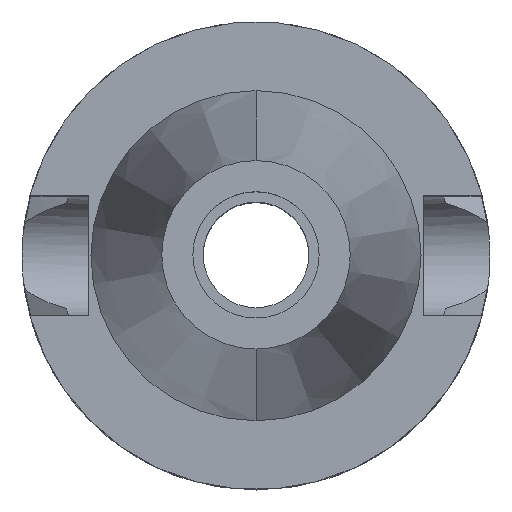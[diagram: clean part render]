
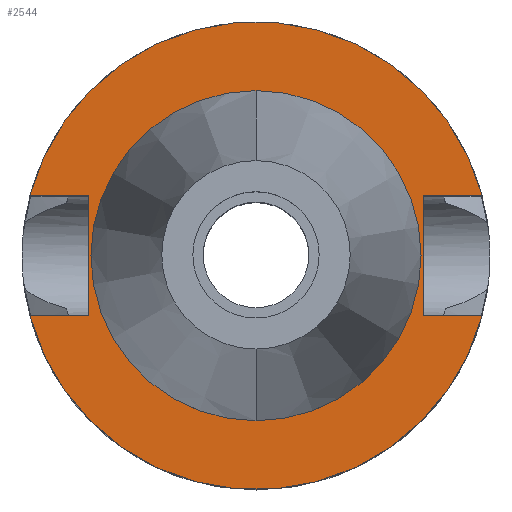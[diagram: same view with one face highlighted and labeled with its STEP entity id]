
A CAD part, top view. The second image highlights one B-rep face of the part: STEP entity #2544.
In plain terms, the highlighted planar face has unit normal (0, 0, 1).
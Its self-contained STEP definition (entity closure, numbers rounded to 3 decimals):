
#5 = AXIS2_PLACEMENT_3D ( 'NONE', #2976, #677, #1640 ) ;
#56 = CIRCLE ( 'NONE', #5, 22.225 ) ;
#70 = VERTEX_POINT ( 'NONE', #954 ) ;
#93 = CARTESIAN_POINT ( 'NONE',  ( -22.5, -8.05, -1. ) ) ;
#115 = EDGE_LOOP ( 'NONE', ( #780, #288, #2231, #605, #2262, #1917, #1652, #1797 ) ) ;
#139 = FACE_OUTER_BOUND ( 'NONE', #115, .T. ) ;
#197 = DIRECTION ( 'NONE',  ( 1., 0., 0. ) ) ;
#227 = DIRECTION ( 'NONE',  ( 0., -1., 0. ) ) ;
#266 = CARTESIAN_POINT ( 'NONE',  ( 0., 0., -1. ) ) ;
#288 = ORIENTED_EDGE ( 'NONE', *, *, #808, .F. ) ;
#333 = AXIS2_PLACEMENT_3D ( 'NONE', #2304, #1800, #1319 ) ;
#347 = CARTESIAN_POINT ( 'NONE',  ( -22.5, -8.05, -1. ) ) ;
#362 = EDGE_CURVE ( 'NONE', #2814, #1681, #2202, .T. ) ;
#370 = LINE ( 'NONE', #1241, #797 ) ;
#384 = DIRECTION ( 'NONE',  ( 0., -1., 0. ) ) ;
#403 = CARTESIAN_POINT ( 'NONE',  ( -22.5, 8.05, -1. ) ) ;
#472 = EDGE_LOOP ( 'NONE', ( #1394, #2344 ) ) ;
#531 = EDGE_CURVE ( 'NONE', #2748, #1406, #1898, .T. ) ;
#533 = DIRECTION ( 'NONE',  ( 1., 0., 0. ) ) ;
#571 = EDGE_CURVE ( 'NONE', #2141, #70, #2056, .T. ) ;
#581 = CARTESIAN_POINT ( 'NONE',  ( 22.5, 8.05, -1. ) ) ;
#605 = ORIENTED_EDGE ( 'NONE', *, *, #2876, .F. ) ;
#677 = DIRECTION ( 'NONE',  ( 0., 0., 1. ) ) ;
#729 = AXIS2_PLACEMENT_3D ( 'NONE', #266, #1423, #2377 ) ;
#780 = ORIENTED_EDGE ( 'NONE', *, *, #2771, .F. ) ;
#794 = CARTESIAN_POINT ( 'NONE',  ( 22.5, -8.05, -1. ) ) ;
#797 = VECTOR ( 'NONE', #533, 1000. ) ;
#808 = EDGE_CURVE ( 'NONE', #1681, #2852, #2786, .T. ) ;
#881 = CARTESIAN_POINT ( 'NONE',  ( 22.5, 8.05, -1. ) ) ;
#891 = LINE ( 'NONE', #2553, #2520 ) ;
#948 = VECTOR ( 'NONE', #384, 1000. ) ;
#954 = CARTESIAN_POINT ( 'NONE',  ( 0., 22.225, -1. ) ) ;
#1014 = DIRECTION ( 'NONE',  ( 1., 0., 0. ) ) ;
#1048 = FACE_BOUND ( 'NONE', #472, .T. ) ;
#1114 = CARTESIAN_POINT ( 'NONE',  ( -30.454, -8.05, -1. ) ) ;
#1159 = EDGE_CURVE ( 'NONE', #2994, #2168, #2190, .T. ) ;
#1241 = CARTESIAN_POINT ( 'NONE',  ( -30.454, 8.05, -1. ) ) ;
#1319 = DIRECTION ( 'NONE',  ( 0., 1., 0. ) ) ;
#1388 = CARTESIAN_POINT ( 'NONE',  ( 0., -22.225, -1. ) ) ;
#1394 = ORIENTED_EDGE ( 'NONE', *, *, #1613, .F. ) ;
#1406 = VERTEX_POINT ( 'NONE', #1535 ) ;
#1410 = DIRECTION ( 'NONE',  ( 1., 0., 0. ) ) ;
#1423 = DIRECTION ( 'NONE',  ( 0., 0., 1. ) ) ;
#1464 = AXIS2_PLACEMENT_3D ( 'NONE', #1845, #2809, #227 ) ;
#1514 = VERTEX_POINT ( 'NONE', #581 ) ;
#1523 = DIRECTION ( 'NONE',  ( 0., 0., -1. ) ) ;
#1535 = CARTESIAN_POINT ( 'NONE',  ( 30.454, 8.05, -1. ) ) ;
#1613 = EDGE_CURVE ( 'NONE', #70, #2141, #56, .T. ) ;
#1615 = CARTESIAN_POINT ( 'NONE',  ( -30.454, 8.05, -1. ) ) ;
#1640 = DIRECTION ( 'NONE',  ( 0., 1., 0. ) ) ;
#1652 = ORIENTED_EDGE ( 'NONE', *, *, #2529, .T. ) ;
#1681 = VERTEX_POINT ( 'NONE', #1853 ) ;
#1750 = PLANE ( 'NONE',  #2319 ) ;
#1766 = DIRECTION ( 'NONE',  ( 0., -1., 0. ) ) ;
#1797 = ORIENTED_EDGE ( 'NONE', *, *, #1159, .F. ) ;
#1800 = DIRECTION ( 'NONE',  ( 0., 0., -1. ) ) ;
#1845 = CARTESIAN_POINT ( 'NONE',  ( 0., 0., -1. ) ) ;
#1853 = CARTESIAN_POINT ( 'NONE',  ( 30.454, -8.05, -1. ) ) ;
#1898 = CIRCLE ( 'NONE', #333, 31.5 ) ;
#1917 = ORIENTED_EDGE ( 'NONE', *, *, #531, .F. ) ;
#1944 = CARTESIAN_POINT ( 'NONE',  ( 0., 0., -1. ) ) ;
#2056 = CIRCLE ( 'NONE', #729, 22.225 ) ;
#2079 = VECTOR ( 'NONE', #2210, 1000. ) ;
#2141 = VERTEX_POINT ( 'NONE', #1388 ) ;
#2168 = VERTEX_POINT ( 'NONE', #403 ) ;
#2190 = LINE ( 'NONE', #93, #2079 ) ;
#2202 = LINE ( 'NONE', #794, #2393 ) ;
#2210 = DIRECTION ( 'NONE',  ( 0., 1., 0. ) ) ;
#2231 = ORIENTED_EDGE ( 'NONE', *, *, #362, .F. ) ;
#2262 = ORIENTED_EDGE ( 'NONE', *, *, #2957, .T. ) ;
#2304 = CARTESIAN_POINT ( 'NONE',  ( 0., 0., -1. ) ) ;
#2319 = AXIS2_PLACEMENT_3D ( 'NONE', #1944, #1523, #1766 ) ;
#2344 = ORIENTED_EDGE ( 'NONE', *, *, #571, .F. ) ;
#2361 = LINE ( 'NONE', #2604, #2854 ) ;
#2377 = DIRECTION ( 'NONE',  ( 0., -1., 0. ) ) ;
#2393 = VECTOR ( 'NONE', #1014, 1000. ) ;
#2520 = VECTOR ( 'NONE', #197, 1000. ) ;
#2529 = EDGE_CURVE ( 'NONE', #2748, #2168, #370, .T. ) ;
#2544 = ADVANCED_FACE ( 'NONE', ( #139, #1048 ), #1750, .F. ) ;
#2553 = CARTESIAN_POINT ( 'NONE',  ( -30.454, -8.05, -1. ) ) ;
#2604 = CARTESIAN_POINT ( 'NONE',  ( 22.5, 8.05, -1. ) ) ;
#2723 = LINE ( 'NONE', #881, #948 ) ;
#2738 = CARTESIAN_POINT ( 'NONE',  ( 22.5, -8.05, -1. ) ) ;
#2748 = VERTEX_POINT ( 'NONE', #1615 ) ;
#2771 = EDGE_CURVE ( 'NONE', #2852, #2994, #891, .T. ) ;
#2786 = CIRCLE ( 'NONE', #1464, 31.5 ) ;
#2809 = DIRECTION ( 'NONE',  ( 0., 0., -1. ) ) ;
#2814 = VERTEX_POINT ( 'NONE', #2738 ) ;
#2852 = VERTEX_POINT ( 'NONE', #1114 ) ;
#2854 = VECTOR ( 'NONE', #1410, 1000. ) ;
#2876 = EDGE_CURVE ( 'NONE', #1514, #2814, #2723, .T. ) ;
#2957 = EDGE_CURVE ( 'NONE', #1514, #1406, #2361, .T. ) ;
#2976 = CARTESIAN_POINT ( 'NONE',  ( 0., 0., -1. ) ) ;
#2994 = VERTEX_POINT ( 'NONE', #347 ) ;
